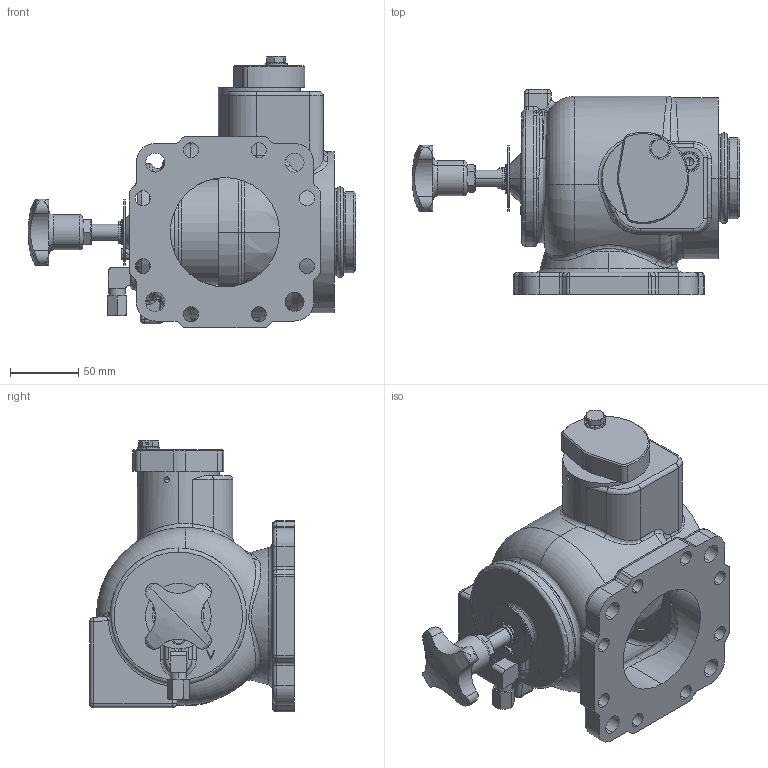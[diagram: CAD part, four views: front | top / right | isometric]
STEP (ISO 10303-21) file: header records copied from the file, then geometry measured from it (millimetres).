
FILE_DESCRIPTION (( 'STEP AP214' ), '1' );
FILE_NAME ('EV80-22D_21824.STEP', '2014-11-24T09:02:23', ( 'Admin2' ), ( '' ), 'SwSTEP 2.0', 'SolidWorks 2010', '' );
FILE_SCHEMA (( 'AUTOMOTIVE_DESIGN' ));
Length unit declared in the file: millimetre
Products named in the file (1): EV80-22D_21824
Bounding box: 239.8 x 150 x 198.9 mm (x, y, z)
Volume: 1299320.7 mm3; surface area: 343373.9 mm2
Topology: 22 solids, 22 shells, 1595 faces, 3985 edges, 2452 vertices
Faces by surface type: cylinder 493, plane 464, bspline 298, cone 183, torus 121, sphere 36
Entity records: 84226 total; most frequent: CARTESIAN_POINT 30455, ORIENTED_EDGE 7836, DIRECTION 6960, EDGE_CURVE 3918, AXIS2_PLACEMENT_3D 2698, VERTEX_POINT 2447, EDGE_LOOP 1779, UNCERTAINTY_MEASURE_WITH_UNIT 1619
